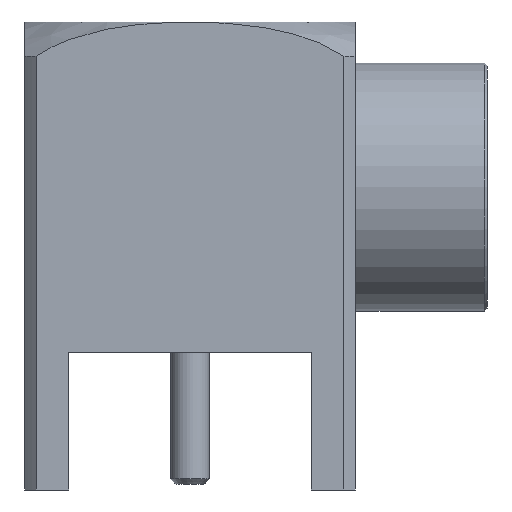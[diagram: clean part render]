
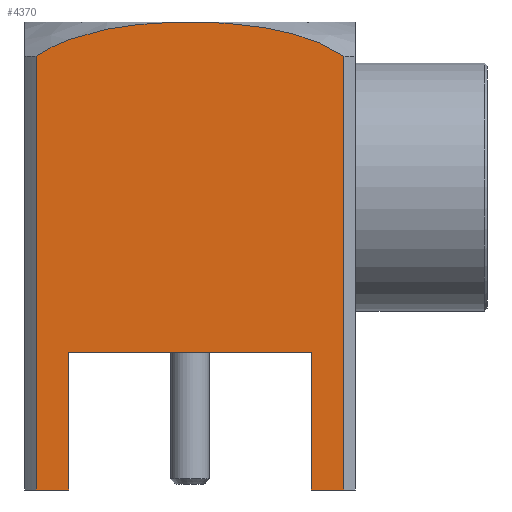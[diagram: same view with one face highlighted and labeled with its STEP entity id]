
A CAD part, front view. The second image highlights one B-rep face of the part: STEP entity #4370.
In plain terms, the highlighted planar face has unit normal (0, -1, 0).
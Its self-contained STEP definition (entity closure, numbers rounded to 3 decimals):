
#77=B_SPLINE_CURVE_WITH_KNOTS('',3,(#6313,#6314,#6315,#6316,#6317,#6318,
#6319,#6320,#6321,#6322,#6323),.UNSPECIFIED.,.F.,.F.,(4,2,3,2,4),(1.64,
1.671,1.915,2.16,2.19),
 .UNSPECIFIED.);
#143=LINE('',#6226,#570);
#148=LINE('',#6237,#575);
#161=LINE('',#6353,#588);
#163=LINE('',#6359,#590);
#167=LINE('',#6367,#594);
#168=LINE('',#6369,#595);
#169=LINE('',#6370,#596);
#570=VECTOR('',#4980,1000.);
#575=VECTOR('',#4989,1000.);
#588=VECTOR('',#5022,1000.);
#590=VECTOR('',#5028,1000.);
#594=VECTOR('',#5034,1000.);
#595=VECTOR('',#5035,1000.);
#596=VECTOR('',#5036,1000.);
#1007=FACE_OUTER_BOUND('',#1194,.T.);
#1194=EDGE_LOOP('',(#2791,#2792,#2793,#2794,#2795,#2796,#2797,#2798));
#1650=VERTEX_POINT('',#6222);
#1652=VERTEX_POINT('',#6225);
#1656=VERTEX_POINT('',#6235);
#1672=VERTEX_POINT('',#6311);
#1674=VERTEX_POINT('',#6352);
#1676=VERTEX_POINT('',#6358);
#1679=VERTEX_POINT('',#6366);
#1680=VERTEX_POINT('',#6368);
#2087=EDGE_CURVE('',#1650,#1652,#143,.T.);
#2093=EDGE_CURVE('',#1650,#1656,#148,.T.);
#2112=EDGE_CURVE('',#1656,#1672,#77,.T.);
#2117=EDGE_CURVE('',#1672,#1674,#161,.F.);
#2120=EDGE_CURVE('',#1674,#1676,#163,.T.);
#2124=EDGE_CURVE('',#1676,#1679,#167,.T.);
#2125=EDGE_CURVE('',#1680,#1679,#168,.T.);
#2126=EDGE_CURVE('',#1652,#1680,#169,.T.);
#2791=ORIENTED_EDGE('',*,*,#2112,.T.);
#2792=ORIENTED_EDGE('',*,*,#2117,.T.);
#2793=ORIENTED_EDGE('',*,*,#2120,.T.);
#2794=ORIENTED_EDGE('',*,*,#2124,.T.);
#2795=ORIENTED_EDGE('',*,*,#2125,.F.);
#2796=ORIENTED_EDGE('',*,*,#2126,.F.);
#2797=ORIENTED_EDGE('',*,*,#2087,.F.);
#2798=ORIENTED_EDGE('',*,*,#2093,.T.);
#4061=PLANE('',#4579);
#4370=ADVANCED_FACE('',(#1007),#4061,.F.);
#4579=AXIS2_PLACEMENT_3D('',#6365,#5032,#5033);
#4980=DIRECTION('',(-1.,0.,0.));
#4989=DIRECTION('',(0.,0.,1.));
#5022=DIRECTION('',(0.,0.,1.));
#5028=DIRECTION('',(1.,0.,0.));
#5032=DIRECTION('center_axis',(0.,1.,0.));
#5033=DIRECTION('ref_axis',(0.,0.,1.));
#5034=DIRECTION('',(0.,0.,1.));
#5035=DIRECTION('',(-1.,0.,0.));
#5036=DIRECTION('',(0.,0.,1.));
#6222=CARTESIAN_POINT('',(2.795,-3.,-5.5));
#6225=CARTESIAN_POINT('',(2.2,-3.,-5.5));
#6226=CARTESIAN_POINT('',(3.,-3.,-5.5));
#6235=CARTESIAN_POINT('',(2.795,-3.,2.379));
#6237=CARTESIAN_POINT('',(2.795,-3.,-7.));
#6311=CARTESIAN_POINT('',(-2.795,-3.,2.379));
#6313=CARTESIAN_POINT('Ctrl Pts',(2.795,-3.,2.379));
#6314=CARTESIAN_POINT('Ctrl Pts',(2.702,-3.,2.44));
#6315=CARTESIAN_POINT('Ctrl Pts',(2.608,-3.,2.494));
#6316=CARTESIAN_POINT('Ctrl Pts',(1.79,-3.,2.91));
#6317=CARTESIAN_POINT('Ctrl Pts',(0.815,-3.,2.998));
#6318=CARTESIAN_POINT('Ctrl Pts',(0.,-3.,2.998));
#6319=CARTESIAN_POINT('Ctrl Pts',(-0.815,-3.,2.998));
#6320=CARTESIAN_POINT('Ctrl Pts',(-1.79,-3.,2.91));
#6321=CARTESIAN_POINT('Ctrl Pts',(-2.608,-3.,2.494));
#6322=CARTESIAN_POINT('Ctrl Pts',(-2.702,-3.,2.44));
#6323=CARTESIAN_POINT('Ctrl Pts',(-2.795,-3.,2.379));
#6352=CARTESIAN_POINT('',(-2.795,-3.,-5.5));
#6353=CARTESIAN_POINT('',(-2.795,-3.,-7.));
#6358=CARTESIAN_POINT('',(-2.2,-3.,-5.5));
#6359=CARTESIAN_POINT('',(-3.,-3.,-5.5));
#6365=CARTESIAN_POINT('Origin',(0.,-3.,0.));
#6366=CARTESIAN_POINT('',(-2.2,-3.,-3.));
#6367=CARTESIAN_POINT('',(-2.2,-3.,-5.5));
#6368=CARTESIAN_POINT('',(2.2,-3.,-3.));
#6369=CARTESIAN_POINT('',(3.,-3.,-3.));
#6370=CARTESIAN_POINT('',(2.2,-3.,-5.5));
